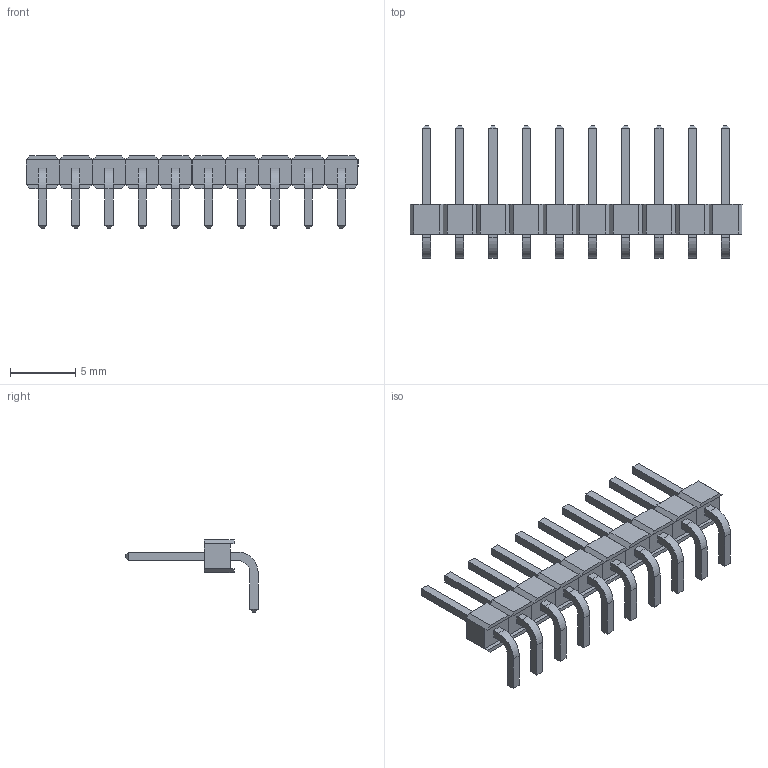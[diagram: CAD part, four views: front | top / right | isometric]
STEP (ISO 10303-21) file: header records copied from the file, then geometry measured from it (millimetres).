
FILE_DESCRIPTION (( 'STEP AP214' ), '1' );
FILE_NAME ('User Library-Header_Male_RA_Low_10Pin.STEP', '2019-04-05T09:30:53', ( '' ), ( '' ), 'SwSTEP 2.0', 'SolidWorks 2019', '' );
FILE_SCHEMA (( 'AUTOMOTIVE_DESIGN' ));
Length unit declared in the file: millimetre
Products named in the file (3): User Library-Header_Male_RA_Low_10Pin; User Library-Header_Male_RA_Low_10Pin_PinArray; User Library-Header_Male_RA_Low_10Pin_BodyArray
Assembly tree (2 placements, depth 2):
  User Library-Header_Male_RA_Low_10Pin
    User Library-Header_Male_RA_Low_10Pin_BodyArray
    User Library-Header_Male_RA_Low_10Pin_PinArray
Bounding box: 25.4 x 10.13 x 5.51 mm (x, y, z)
Volume: 172.8 mm3; surface area: 731.2 mm2
Topology: 20 solids, 20 shells, 360 faces, 840 edges, 520 vertices
Faces by surface type: plane 340, cylinder 20
Entity records: 14196 total; most frequent: CARTESIAN_POINT 1725, ORIENTED_EDGE 1680, DIRECTION 1610, EDGE_CURVE 840, LINE 800, VECTOR 800, VERTEX_POINT 520, AXIS2_PLACEMENT_3D 405
